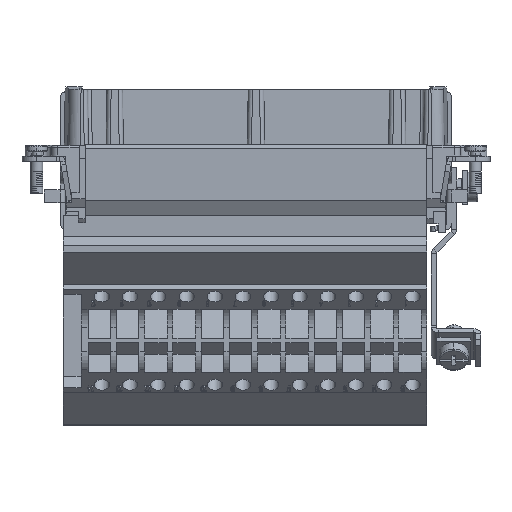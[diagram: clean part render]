
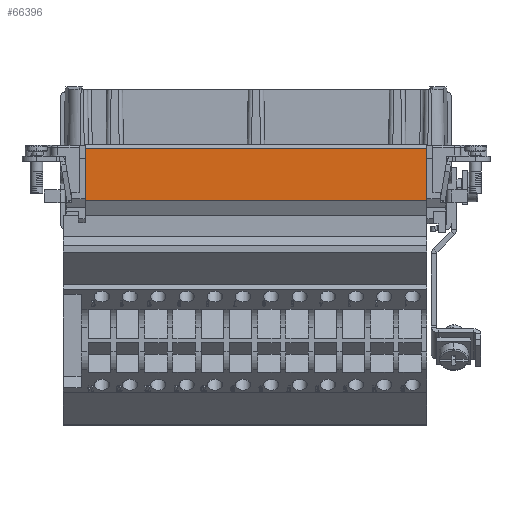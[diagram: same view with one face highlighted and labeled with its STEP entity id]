
A CAD part, front view. The second image highlights one B-rep face of the part: STEP entity #66396.
In plain terms, the highlighted planar face has unit normal (0, -1, 0).
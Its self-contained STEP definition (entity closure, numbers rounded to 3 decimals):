
#2770=DIRECTION('',(0.,0.,-1.));
#2771=VECTOR('',#2770,7.052);
#2772=CARTESIAN_POINT('',(17.05,-16.884,12.704));
#2773=LINE('',#2772,#2771);
#2858=DIRECTION('',(0.,0.,-1.));
#2859=VECTOR('',#2858,5.122);
#2860=CARTESIAN_POINT('',(17.05,-16.884,5.652));
#2861=LINE('',#2860,#2859);
#6542=DIRECTION('',(0.,0.,-1.));
#6543=VECTOR('',#6542,5.122);
#6544=CARTESIAN_POINT('',(-63.95,-16.884,
5.652));
#6545=LINE('',#6544,#6543);
#6579=DIRECTION('',(1.,0.,0.));
#6580=VECTOR('',#6579,81.);
#6581=CARTESIAN_POINT('',(-63.95,-16.884,12.704));
#6582=LINE('',#6581,#6580);
#6583=DIRECTION('',(1.,0.,0.));
#6584=VECTOR('',#6583,81.);
#6585=CARTESIAN_POINT('',(-63.95,-16.884,
0.53));
#6586=LINE('',#6585,#6584);
#13209=DIRECTION('',(0.,0.,-1.));
#13210=VECTOR('',#13209,7.052);
#13211=CARTESIAN_POINT('',(-63.95,-16.884,12.704));
#13212=LINE('',#13211,#13210);
#48443=CARTESIAN_POINT('',(-63.95,-16.884,
0.53));
#48444=CARTESIAN_POINT('',(17.05,-16.884,
0.53));
#48445=VERTEX_POINT('',#48443);
#48446=VERTEX_POINT('',#48444);
#48456=CARTESIAN_POINT('',(17.05,-16.884,12.704));
#48458=VERTEX_POINT('',#48456);
#48459=CARTESIAN_POINT('',(17.05,-16.884,
5.652));
#48460=VERTEX_POINT('',#48459);
#48502=CARTESIAN_POINT('',(-63.95,-16.884,
5.652));
#48504=VERTEX_POINT('',#48502);
#48507=CARTESIAN_POINT('',(-63.95,-16.884,12.704));
#48508=VERTEX_POINT('',#48507);
#66381=CARTESIAN_POINT('',(-63.95,-16.884,12.704));
#66382=DIRECTION('',(0.,-1.,0.));
#66383=DIRECTION('',(0.,0.,-1.));
#66384=AXIS2_PLACEMENT_3D('',#66381,#66382,#66383);
#66385=PLANE('',#66384);
#66386=ORIENTED_EDGE('',*,*,#61949,.T.);
#66387=ORIENTED_EDGE('',*,*,#62076,.T.);
#66389=ORIENTED_EDGE('',*,*,#66388,.F.);
#66390=ORIENTED_EDGE('',*,*,#66303,.F.);
#66392=ORIENTED_EDGE('',*,*,#66391,.F.);
#66393=ORIENTED_EDGE('',*,*,#66371,.T.);
#66394=EDGE_LOOP('',(#66386,#66387,#66389,#66390,#66392,#66393));
#66395=FACE_OUTER_BOUND('',#66394,.F.);
#66396=ADVANCED_FACE('',(#66395),#66385,.T.);
#61949=EDGE_CURVE('',#48458,#48460,#2773,.T.);
#62076=EDGE_CURVE('',#48460,#48446,#2861,.T.);
#66303=EDGE_CURVE('',#48504,#48445,#6545,.T.);
#66371=EDGE_CURVE('',#48508,#48458,#6582,.T.);
#66388=EDGE_CURVE('',#48445,#48446,#6586,.T.);
#66391=EDGE_CURVE('',#48508,#48504,#13212,.T.);
